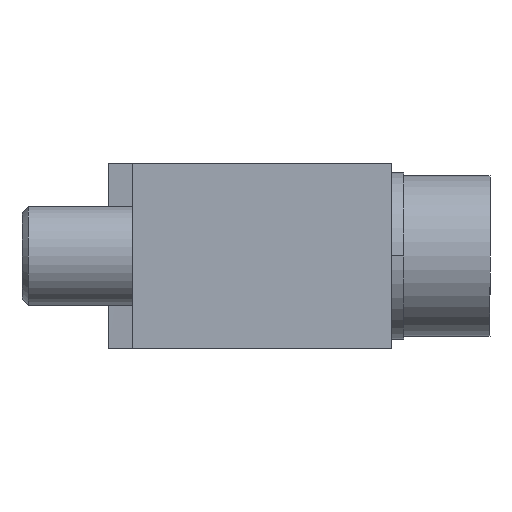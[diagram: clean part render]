
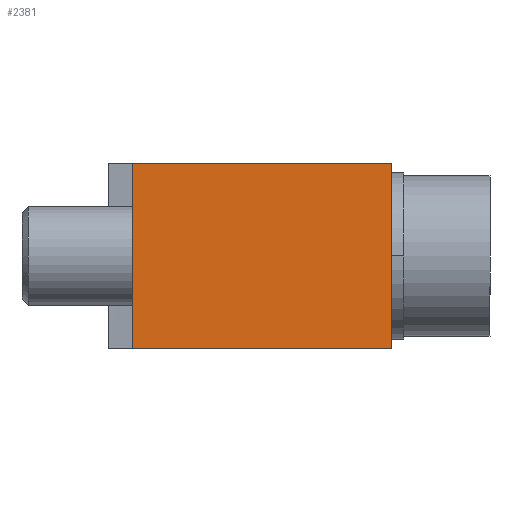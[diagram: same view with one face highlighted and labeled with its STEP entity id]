
A CAD part, front view. The second image highlights one B-rep face of the part: STEP entity #2381.
In plain terms, the highlighted planar face has unit normal (0, -1, 0).
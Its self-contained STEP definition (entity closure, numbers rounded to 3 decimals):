
#1556=CARTESIAN_POINT('Vertex',(2.,-29.,7.5)) ;
#1559=CARTESIAN_POINT('Line Origine',(12.5,-29.,7.5)) ;
#1563=CARTESIAN_POINT('Vertex',(23.,-29.,7.5)) ;
#1588=CARTESIAN_POINT('Vertex',(2.,-29.,-7.5)) ;
#1591=CARTESIAN_POINT('Line Origine',(2.,-29.,0.)) ;
#1644=CARTESIAN_POINT('Vertex',(23.,-29.,-7.5)) ;
#1647=CARTESIAN_POINT('Line Origine',(12.5,-29.,-7.5)) ;
#2192=CARTESIAN_POINT('Line Origine',(23.,-29.,0.)) ;
#2370=CARTESIAN_POINT('Axis2P3D Location',(23.,-29.,0.)) ;
#1560=DIRECTION('Vector Direction',(-1.,0.,0.)) ;
#1592=DIRECTION('Vector Direction',(0.,0.,1.)) ;
#1648=DIRECTION('Vector Direction',(-1.,0.,0.)) ;
#2193=DIRECTION('Vector Direction',(0.,0.,1.)) ;
#2371=DIRECTION('Axis2P3D Direction',(0.,1.,-0.)) ;
#2372=DIRECTION('Axis2P3D XDirection',(-1.,0.,0.)) ;
#2373=AXIS2_PLACEMENT_3D('Plane Axis2P3D',#2370,#2371,#2372) ;
#2376=ORIENTED_EDGE('',*,*,#1595,.F.) ;
#2377=ORIENTED_EDGE('',*,*,#1651,.T.) ;
#2378=ORIENTED_EDGE('',*,*,#2196,.T.) ;
#2379=ORIENTED_EDGE('',*,*,#1565,.F.) ;
#1561=VECTOR('Line Direction',#1560,1.) ;
#1593=VECTOR('Line Direction',#1592,1.) ;
#1649=VECTOR('Line Direction',#1648,1.) ;
#2194=VECTOR('Line Direction',#2193,1.) ;
#2381=ADVANCED_FACE('PartBody',(#2380),#2374,.F.) ;
#1565=EDGE_CURVE('',#1557,#1564,#1562,.F.) ;
#1595=EDGE_CURVE('',#1589,#1557,#1594,.T.) ;
#1651=EDGE_CURVE('',#1589,#1645,#1650,.F.) ;
#2196=EDGE_CURVE('',#1645,#1564,#2195,.T.) ;
#2375=EDGE_LOOP('',(#2376,#2377,#2378,#2379)) ;
#2380=FACE_OUTER_BOUND('',#2375,.T.) ;
#1562=LINE('Line',#1559,#1561) ;
#1594=LINE('Line',#1591,#1593) ;
#1650=LINE('Line',#1647,#1649) ;
#2195=LINE('Line',#2192,#2194) ;
#2374=PLANE('',#2373) ;
#1557=VERTEX_POINT('',#1556) ;
#1564=VERTEX_POINT('',#1563) ;
#1589=VERTEX_POINT('',#1588) ;
#1645=VERTEX_POINT('',#1644) ;
